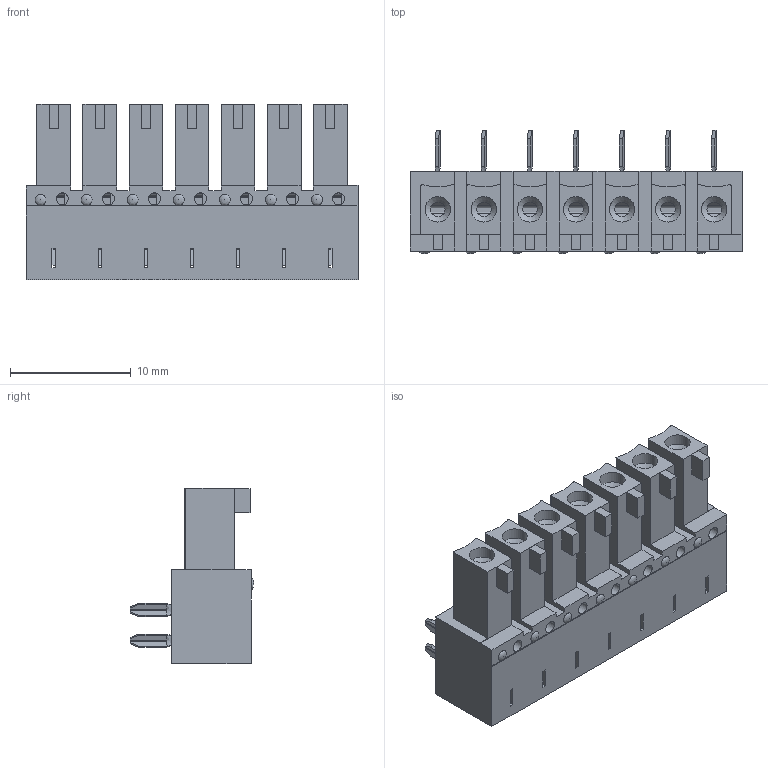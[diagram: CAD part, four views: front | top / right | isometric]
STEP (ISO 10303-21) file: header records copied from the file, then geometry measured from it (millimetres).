
FILE_DESCRIPTION( ( 'Unknown' ), '1' );
FILE_NAME( '691309310007.stp', 'Unknown', ( 'Unknown' ), ( 'Unknown' ), 'PSStep 18.0.17', 'Unknown', ' ' );
FILE_SCHEMA( ( 'AUTOMOTIVE_DESIGN { 1 0 10303 214 1 1 1 1 }' ) );
Length unit declared in the file: millimetre
Products named in the file (3): Assem1; 6913093100xx_Pin; 691307300007
Assembly tree (8 placements, depth 2):
  Assem1
    6913093100xx_Pin  x7
    691307300007
Bounding box: 27.46 x 10.2 x 14.5 mm (x, y, z)
Volume: 1139 mm3; surface area: 3895.7 mm2
Topology: 8 solids, 8 shells, 1235 faces, 3426 edges, 2200 vertices
Faces by surface type: plane 953, cylinder 212, bspline 56, revolution 7, cone 7
Full cylindrical faces by diameter (mm): 1 x7, 1.2 x7, 2.1 x7
Entity records: 24925 total; most frequent: CARTESIAN_POINT 3772, ORIENTED_EDGE 3460, DIRECTION 3106, EDGE_CURVE 1730, LINE 1543, VECTOR 1543, VERTEX_POINT 1152, AXIS2_PLACEMENT_3D 778
